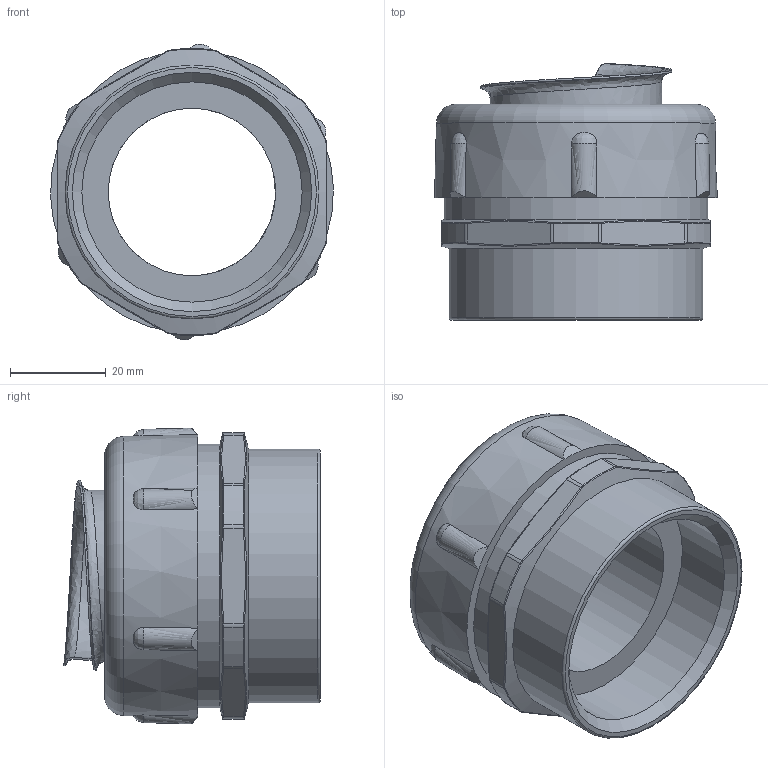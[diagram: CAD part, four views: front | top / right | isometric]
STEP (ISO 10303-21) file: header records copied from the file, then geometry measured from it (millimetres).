
FILE_DESCRIPTION(/* description */ (''),/* implementation_level */ '2;1');
FILE_NAME(/* name */ '',/* time_stamp */ '2025-06-20T14:11:27+07:00',/* author */ ('zeta-82'),/* organization */ (''),/* preprocessor_version */ 'ST-DEVELOPER v19.2',/* originating_system */ 'Autodesk Inventor 2024',/* authorisation */ '');
FILE_SCHEMA (('AUTOMOTIVE_DESIGN { 1 0 10303 214 3 1 1 }'));
Length unit declared in the file: millimetre
Products named in the file (1): ЗЭТА.105.221.000 РКв
Bounding box: 59.08 x 53.61 x 61.74 mm (x, y, z)
Volume: 47169.6 mm3; surface area: 23888.4 mm2
Topology: 1 solids, 1 shells, 123 faces, 301 edges, 184 vertices
Faces by surface type: bspline 57, cylinder 26, torus 16, plane 14, cone 10
Full cylindrical faces by diameter (mm): 35 x1, 35.8 x1, 44 x1, 46 x2, 53 x1, 55 x1
Entity records: 6381 total; most frequent: CARTESIAN_POINT 3651, ORIENTED_EDGE 602, DIRECTION 415, EDGE_CURVE 301, AXIS2_PLACEMENT_3D 189, VERTEX_POINT 184, B_SPLINE_CURVE_WITH_KNOTS 142, EDGE_LOOP 129
